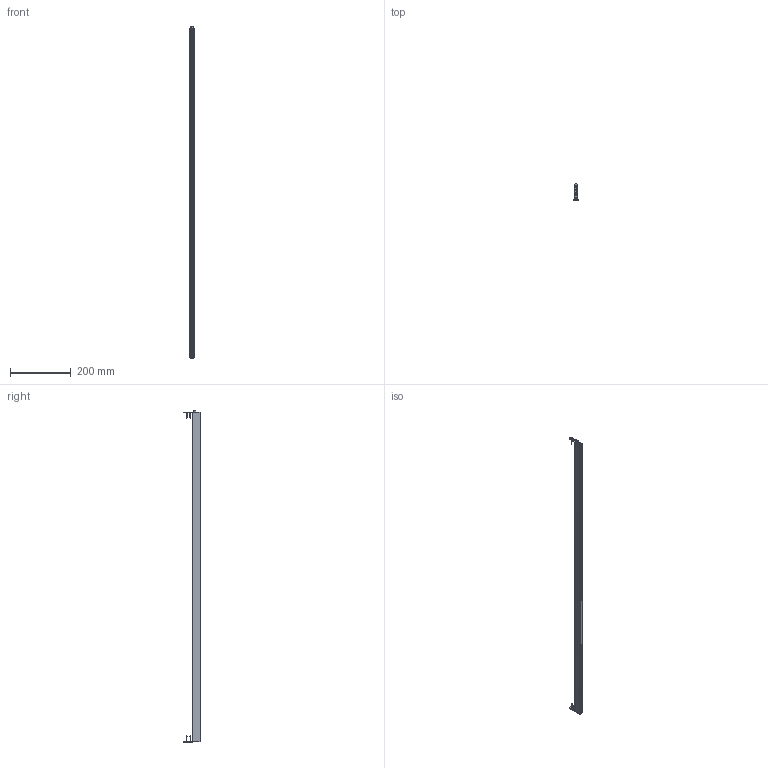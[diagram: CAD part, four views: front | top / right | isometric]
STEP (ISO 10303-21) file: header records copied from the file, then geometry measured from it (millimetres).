
FILE_DESCRIPTION (( 'STEP AP203' ), '1' );
FILE_NAME ('KT1085.STEP', '2024-12-31T12:35:41', ( '' ), ( '' ), 'SwSTEP 2.0', 'SolidWorks 2023', '' );
FILE_SCHEMA (( 'CONFIG_CONTROL_DESIGN' ));
Length unit declared in the file: millimetre
Products named in the file (6): Schraube d3x20_01; KT1085; Innengeometrie_KT_1085; Aussengehäuse_KT_1085; Haltewinkel_KT_01; Betätigungsteil_KT
Assembly tree (9 placements, depth 2):
  KT1085
    Aussengehäuse_KT_1085
    Innengeometrie_KT_1085
    Betätigungsteil_KT
    Haltewinkel_KT_01  x2
    Schraube d3x20_01  x4
Bounding box: 13.2 x 53.04 x 1092 mm (x, y, z)
Volume: 190511.1 mm3; surface area: 301105.9 mm2
Topology: 26 solids, 26 shells, 1139 faces, 3131 edges, 2072 vertices
Faces by surface type: plane 539, bspline 478, cylinder 96, cone 24, torus 2
Entity records: 45060 total; most frequent: CARTESIAN_POINT 25282, ORIENTED_EDGE 4636, DIRECTION 2606, EDGE_CURVE 2318, VERTEX_POINT 1541, VECTOR 1452, LINE 1452, EDGE_LOOP 941
